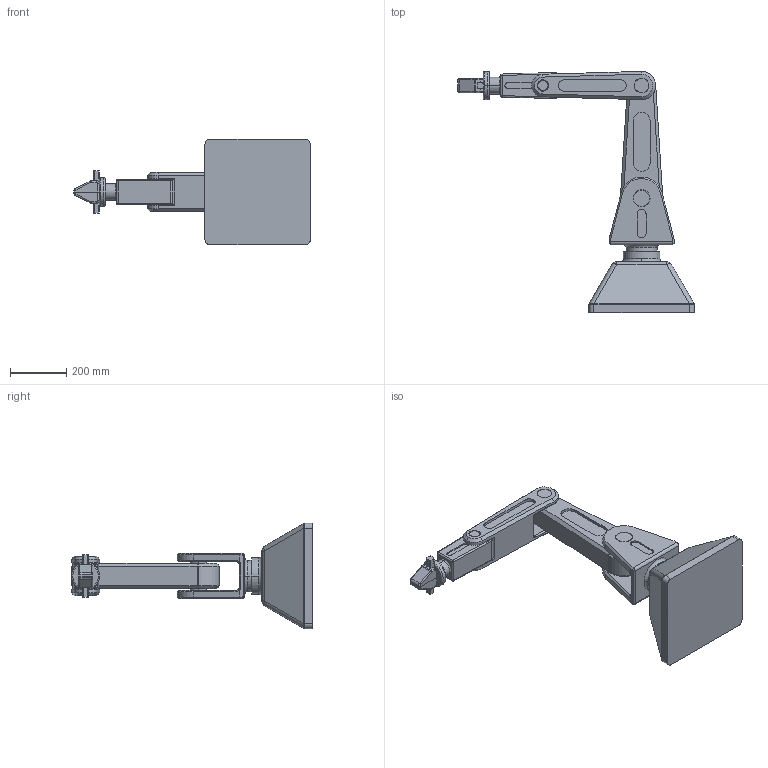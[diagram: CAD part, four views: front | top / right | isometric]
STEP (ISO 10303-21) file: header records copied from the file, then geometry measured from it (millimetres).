
FILE_DESCRIPTION (( 'STEP AP214' ), '1' );
FILE_NAME ('robot_arm_Assembly.STEP', '2021-06-07T13:28:57', ( '' ), ( '' ), 'SwSTEP 2.0', 'SolidWorks 2020', '' );
FILE_SCHEMA (( 'AUTOMOTIVE_DESIGN' ));
Length unit declared in the file: millimetre
Products named in the file (1): robot_arm_Assembly
Bounding box: 838.6 x 855 x 373.21 mm (x, y, z)
Volume: 30883308.6 mm3; surface area: 1322421.9 mm2
Topology: 8 solids, 8 shells, 369 faces, 849 edges, 515 vertices
Faces by surface type: cylinder 134, plane 130, torus 43, bspline 28, cone 26, sphere 8
Entity records: 12304 total; most frequent: CARTESIAN_POINT 3822, DIRECTION 1833, ORIENTED_EDGE 1698, EDGE_CURVE 849, AXIS2_PLACEMENT_3D 714, VERTEX_POINT 515, VECTOR 405, LINE 405
